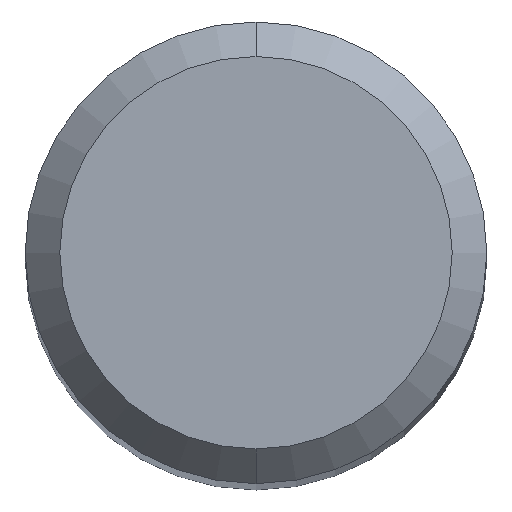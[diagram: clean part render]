
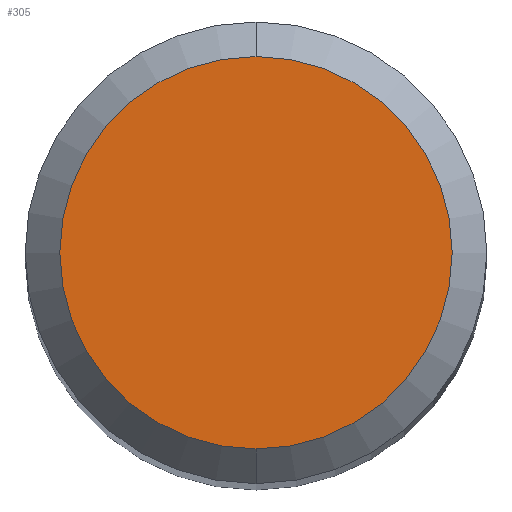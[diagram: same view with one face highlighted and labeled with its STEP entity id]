
A CAD part, top view. The second image highlights one B-rep face of the part: STEP entity #305.
In plain terms, the highlighted planar face has unit normal (0, 0, 1).
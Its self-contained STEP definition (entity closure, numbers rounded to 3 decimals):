
#199=EDGE_CURVE('',#335,#329,#521,.T.);
#305=ADVANCED_FACE('',(#635),#636,.T.);
#329=VERTEX_POINT('',#662);
#335=VERTEX_POINT('',#671);
#387=EDGE_CURVE('',#329,#335,#730,.T.);
#521=CIRCLE('',#895,1.7);
#635=FACE_OUTER_BOUND('',#1118,.T.);
#636=PLANE('',#1119);
#662=CARTESIAN_POINT('',(0.,-1.7,0.0));
#671=CARTESIAN_POINT('',(0.0,1.7,0.0));
#730=CIRCLE('',#1299,1.7);
#895=AXIS2_PLACEMENT_3D('',#1521,#1522,#1523);
#1118=EDGE_LOOP('',(#1623,#1624));
#1119=AXIS2_PLACEMENT_3D('',#1625,#1626,#1627);
#1299=AXIS2_PLACEMENT_3D('',#1739,#1740,#1741);
#1521=CARTESIAN_POINT('',(0.0,0.0,0.0));
#1522=DIRECTION('',(0.0,0.0,-1.0));
#1523=DIRECTION('',(0.0,1.0,0.0));
#1623=ORIENTED_EDGE('',*,*,#199,.F.);
#1624=ORIENTED_EDGE('',*,*,#387,.F.);
#1625=CARTESIAN_POINT('',(0.0,0.85,0.0));
#1626=DIRECTION('',(-0.0,0.0,1.0));
#1627=DIRECTION('',(0.0,-1.0,0.0));
#1739=CARTESIAN_POINT('',(0.0,0.0,0.0));
#1740=DIRECTION('',(0.0,0.0,-1.0));
#1741=DIRECTION('',(0.0,1.0,0.0));
